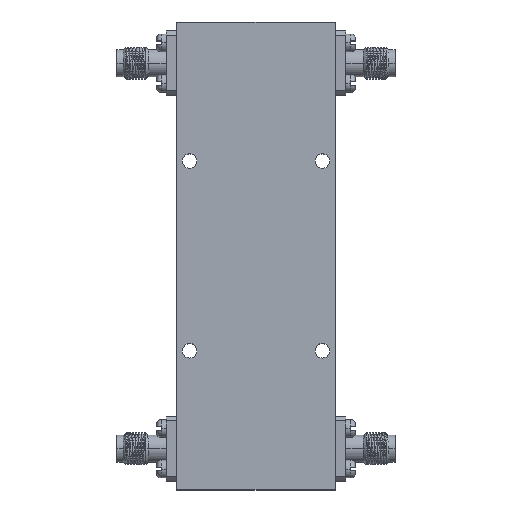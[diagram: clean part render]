
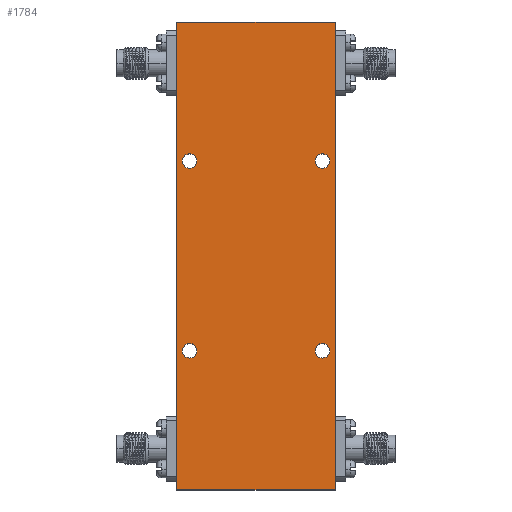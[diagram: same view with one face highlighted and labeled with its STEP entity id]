
A CAD part, top view. The second image highlights one B-rep face of the part: STEP entity #1784.
In plain terms, the highlighted planar face has unit normal (0, 0, 1).
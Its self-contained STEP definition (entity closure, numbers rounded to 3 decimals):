
#170 = VECTOR ( 'NONE', #16167, 1000. ) ;
#183 = EDGE_LOOP ( 'NONE', ( #1177, #566, #1265, #12038 ) ) ;
#241 = DIRECTION ( 'NONE',  ( 1., 0., 0. ) ) ;
#417 = DIRECTION ( 'NONE',  ( 0., -1., 0. ) ) ;
#566 = ORIENTED_EDGE ( 'NONE', *, *, #10500, .F. ) ;
#587 = EDGE_CURVE ( 'NONE', #6166, #17332, #1224, .T. ) ;
#614 = LINE ( 'NONE', #6178, #10936 ) ;
#1004 = DIRECTION ( 'NONE',  ( 1., 0., 0. ) ) ;
#1027 = VERTEX_POINT ( 'NONE', #11821 ) ;
#1177 = ORIENTED_EDGE ( 'NONE', *, *, #16051, .F. ) ;
#1224 = CIRCLE ( 'NONE', #15631, 1.15 ) ;
#1251 = CARTESIAN_POINT ( 'NONE',  ( 9.35, 15., 11. ) ) ;
#1265 = ORIENTED_EDGE ( 'NONE', *, *, #3284, .F. ) ;
#1283 = CARTESIAN_POINT ( 'NONE',  ( -11.65, 15., 11. ) ) ;
#1556 = DIRECTION ( 'NONE',  ( 0., 0., 1. ) ) ;
#1691 = DIRECTION ( 'NONE',  ( 0., 0., -1. ) ) ;
#1784 = ADVANCED_FACE ( 'NONE', ( #9840, #14244, #8306, #18396, #5218 ), #16947, .T. ) ;
#2366 = VECTOR ( 'NONE', #13885, 1000. ) ;
#3043 = AXIS2_PLACEMENT_3D ( 'NONE', #6172, #15015, #12226 ) ;
#3213 = LINE ( 'NONE', #6184, #9610 ) ;
#3284 = EDGE_CURVE ( 'NONE', #1027, #3858, #3213, .T. ) ;
#3369 = DIRECTION ( 'NONE',  ( -1., 0., 0. ) ) ;
#3720 = CARTESIAN_POINT ( 'NONE',  ( 12.5, -37., 11. ) ) ;
#3858 = VERTEX_POINT ( 'NONE', #15287 ) ;
#4347 = EDGE_LOOP ( 'NONE', ( #9487, #4364 ) ) ;
#4364 = ORIENTED_EDGE ( 'NONE', *, *, #11213, .F. ) ;
#4639 = CARTESIAN_POINT ( 'NONE',  ( 0., -37., 11. ) ) ;
#5122 = ORIENTED_EDGE ( 'NONE', *, *, #11060, .F. ) ;
#5218 = FACE_BOUND ( 'NONE', #4347, .T. ) ;
#5413 = CIRCLE ( 'NONE', #17989, 1.15 ) ;
#5414 = CARTESIAN_POINT ( 'NONE',  ( 0., 0., 11. ) ) ;
#5446 = VERTEX_POINT ( 'NONE', #14123 ) ;
#5523 = EDGE_CURVE ( 'NONE', #18729, #11872, #18306, .T. ) ;
#5674 = CARTESIAN_POINT ( 'NONE',  ( -10.5, 15., 11. ) ) ;
#5713 = CARTESIAN_POINT ( 'NONE',  ( -9.35, -15., 11. ) ) ;
#6074 = LINE ( 'NONE', #4639, #170 ) ;
#6166 = VERTEX_POINT ( 'NONE', #1251 ) ;
#6172 = CARTESIAN_POINT ( 'NONE',  ( 10.5, 15., 11. ) ) ;
#6178 = CARTESIAN_POINT ( 'NONE',  ( 12.5, 0., 11. ) ) ;
#6184 = CARTESIAN_POINT ( 'NONE',  ( 0., 37., 11. ) ) ;
#6247 = EDGE_LOOP ( 'NONE', ( #17120, #15069 ) ) ;
#6323 = CIRCLE ( 'NONE', #16448, 1.15 ) ;
#6384 = CARTESIAN_POINT ( 'NONE',  ( 10.5, -15., 11. ) ) ;
#6567 = DIRECTION ( 'NONE',  ( -1., 0., 0. ) ) ;
#6617 = AXIS2_PLACEMENT_3D ( 'NONE', #7780, #1556, #3369 ) ;
#6833 = DIRECTION ( 'NONE',  ( 0., 0., 1. ) ) ;
#6876 = VERTEX_POINT ( 'NONE', #1283 ) ;
#7361 = EDGE_LOOP ( 'NONE', ( #11793, #5122 ) ) ;
#7553 = AXIS2_PLACEMENT_3D ( 'NONE', #6384, #1691, #14946 ) ;
#7780 = CARTESIAN_POINT ( 'NONE',  ( -10.5, -15., 11. ) ) ;
#8030 = EDGE_CURVE ( 'NONE', #6876, #9811, #5413, .T. ) ;
#8163 = CIRCLE ( 'NONE', #18907, 1.15 ) ;
#8306 = FACE_BOUND ( 'NONE', #6247, .T. ) ;
#8490 = CARTESIAN_POINT ( 'NONE',  ( -10.5, 15., 11. ) ) ;
#8584 = CIRCLE ( 'NONE', #3043, 1.15 ) ;
#8652 = DIRECTION ( 'NONE',  ( 1., 0., 0. ) ) ;
#8762 = CIRCLE ( 'NONE', #6617, 1.15 ) ;
#9189 = DIRECTION ( 'NONE',  ( 0., 0., 1. ) ) ;
#9487 = ORIENTED_EDGE ( 'NONE', *, *, #8030, .F. ) ;
#9549 = DIRECTION ( 'NONE',  ( -1., 0., 0. ) ) ;
#9610 = VECTOR ( 'NONE', #241, 1000. ) ;
#9811 = VERTEX_POINT ( 'NONE', #12274 ) ;
#9840 = FACE_OUTER_BOUND ( 'NONE', #183, .T. ) ;
#9940 = CARTESIAN_POINT ( 'NONE',  ( 11.65, 15., 11. ) ) ;
#10019 = EDGE_CURVE ( 'NONE', #11872, #18729, #6323, .T. ) ;
#10500 = EDGE_CURVE ( 'NONE', #3858, #12016, #614, .T. ) ;
#10936 = VECTOR ( 'NONE', #417, 1000. ) ;
#10954 = CIRCLE ( 'NONE', #13414, 1.15 ) ;
#11060 = EDGE_CURVE ( 'NONE', #17363, #5446, #8762, .T. ) ;
#11213 = EDGE_CURVE ( 'NONE', #9811, #6876, #8163, .T. ) ;
#11430 = DIRECTION ( 'NONE',  ( 0., 0., -1. ) ) ;
#11793 = ORIENTED_EDGE ( 'NONE', *, *, #14766, .F. ) ;
#11821 = CARTESIAN_POINT ( 'NONE',  ( -12.5, 37., 11. ) ) ;
#11872 = VERTEX_POINT ( 'NONE', #17946 ) ;
#12016 = VERTEX_POINT ( 'NONE', #3720 ) ;
#12037 = EDGE_CURVE ( 'NONE', #14008, #1027, #15530, .T. ) ;
#12038 = ORIENTED_EDGE ( 'NONE', *, *, #12037, .F. ) ;
#12169 = DIRECTION ( 'NONE',  ( 0., 0., -1. ) ) ;
#12226 = DIRECTION ( 'NONE',  ( 1., 0., 0. ) ) ;
#12274 = CARTESIAN_POINT ( 'NONE',  ( -9.35, 15., 11. ) ) ;
#12353 = DIRECTION ( 'NONE',  ( 1., 0., 0. ) ) ;
#12872 = CARTESIAN_POINT ( 'NONE',  ( -12.5, -37., 11. ) ) ;
#12968 = CARTESIAN_POINT ( 'NONE',  ( 10.5, -15., 11. ) ) ;
#13414 = AXIS2_PLACEMENT_3D ( 'NONE', #18122, #9189, #6567 ) ;
#13599 = CARTESIAN_POINT ( 'NONE',  ( 10.5, 15., 11. ) ) ;
#13885 = DIRECTION ( 'NONE',  ( 0., 1., 0. ) ) ;
#14008 = VERTEX_POINT ( 'NONE', #12872 ) ;
#14110 = ORIENTED_EDGE ( 'NONE', *, *, #5523, .T. ) ;
#14123 = CARTESIAN_POINT ( 'NONE',  ( -11.65, -15., 11. ) ) ;
#14156 = DIRECTION ( 'NONE',  ( 0., 0., 1. ) ) ;
#14244 = FACE_BOUND ( 'NONE', #16224, .T. ) ;
#14421 = DIRECTION ( 'NONE',  ( -1., 0., 0. ) ) ;
#14756 = CARTESIAN_POINT ( 'NONE',  ( 11.65, -15., 11. ) ) ;
#14766 = EDGE_CURVE ( 'NONE', #5446, #17363, #10954, .T. ) ;
#14946 = DIRECTION ( 'NONE',  ( 1., 0., 0. ) ) ;
#15015 = DIRECTION ( 'NONE',  ( 0., 0., -1. ) ) ;
#15069 = ORIENTED_EDGE ( 'NONE', *, *, #587, .T. ) ;
#15287 = CARTESIAN_POINT ( 'NONE',  ( 12.5, 37., 11. ) ) ;
#15530 = LINE ( 'NONE', #16980, #2366 ) ;
#15631 = AXIS2_PLACEMENT_3D ( 'NONE', #13599, #12169, #12353 ) ;
#16051 = EDGE_CURVE ( 'NONE', #12016, #14008, #6074, .T. ) ;
#16167 = DIRECTION ( 'NONE',  ( -1., 0., 0. ) ) ;
#16224 = EDGE_LOOP ( 'NONE', ( #14110, #18705 ) ) ;
#16274 = AXIS2_PLACEMENT_3D ( 'NONE', #5414, #14156, #1004 ) ;
#16448 = AXIS2_PLACEMENT_3D ( 'NONE', #12968, #11430, #8652 ) ;
#16793 = EDGE_CURVE ( 'NONE', #17332, #6166, #8584, .T. ) ;
#16947 = PLANE ( 'NONE',  #16274 ) ;
#16980 = CARTESIAN_POINT ( 'NONE',  ( -12.5, 0., 11. ) ) ;
#17120 = ORIENTED_EDGE ( 'NONE', *, *, #16793, .T. ) ;
#17332 = VERTEX_POINT ( 'NONE', #9940 ) ;
#17363 = VERTEX_POINT ( 'NONE', #5713 ) ;
#17946 = CARTESIAN_POINT ( 'NONE',  ( 9.35, -15., 11. ) ) ;
#17989 = AXIS2_PLACEMENT_3D ( 'NONE', #8490, #18775, #9549 ) ;
#18122 = CARTESIAN_POINT ( 'NONE',  ( -10.5, -15., 11. ) ) ;
#18306 = CIRCLE ( 'NONE', #7553, 1.15 ) ;
#18396 = FACE_BOUND ( 'NONE', #7361, .T. ) ;
#18705 = ORIENTED_EDGE ( 'NONE', *, *, #10019, .T. ) ;
#18729 = VERTEX_POINT ( 'NONE', #14756 ) ;
#18775 = DIRECTION ( 'NONE',  ( 0., 0., 1. ) ) ;
#18907 = AXIS2_PLACEMENT_3D ( 'NONE', #5674, #6833, #14421 ) ;
